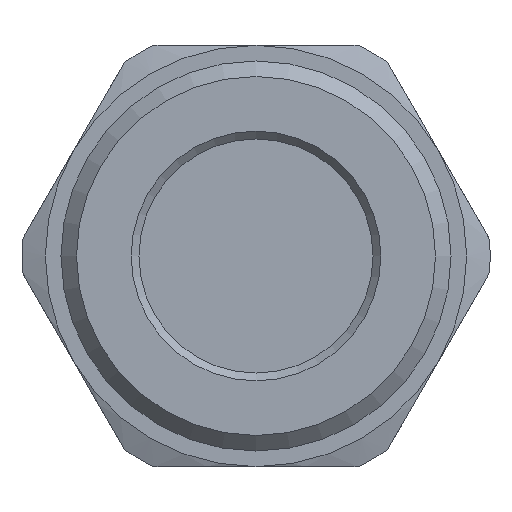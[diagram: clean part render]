
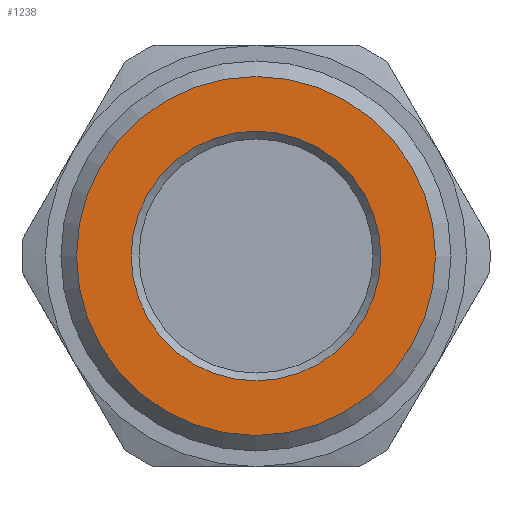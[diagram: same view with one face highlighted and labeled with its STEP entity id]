
A CAD part, front view. The second image highlights one B-rep face of the part: STEP entity #1238.
In plain terms, the highlighted planar face has unit normal (0, -1, 0).
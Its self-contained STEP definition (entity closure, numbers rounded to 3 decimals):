
#220=FACE_BOUND('',#403,.T.);
#326=FACE_OUTER_BOUND('',#402,.T.);
#402=EDGE_LOOP('',(#940));
#403=EDGE_LOOP('',(#941));
#485=CIRCLE('',#1362,11.5);
#486=CIRCLE('',#1364,8.);
#578=VERTEX_POINT('',#1991);
#579=VERTEX_POINT('',#1995);
#714=EDGE_CURVE('',#578,#578,#485,.T.);
#715=EDGE_CURVE('',#579,#579,#486,.T.);
#940=ORIENTED_EDGE('',*,*,#714,.F.);
#941=ORIENTED_EDGE('',*,*,#715,.F.);
#1193=PLANE('',#1363);
#1238=ADVANCED_FACE('',(#326,#220),#1193,.T.);
#1362=AXIS2_PLACEMENT_3D('',#1993,#1599,#1600);
#1363=AXIS2_PLACEMENT_3D('',#1994,#1601,#1602);
#1364=AXIS2_PLACEMENT_3D('',#1996,#1603,#1604);
#1599=DIRECTION('center_axis',(0.,1.,0.));
#1600=DIRECTION('ref_axis',(1.,0.,0.));
#1601=DIRECTION('center_axis',(0.,-1.,0.));
#1602=DIRECTION('ref_axis',(0.,0.,-1.));
#1603=DIRECTION('center_axis',(0.,-1.,0.));
#1604=DIRECTION('ref_axis',(1.,0.,0.));
#1991=CARTESIAN_POINT('',(-13.387,-11.767,0.));
#1993=CARTESIAN_POINT('Origin',(-1.887,-11.767,0.));
#1994=CARTESIAN_POINT('Origin',(-11.887,-11.767,0.));
#1995=CARTESIAN_POINT('',(-9.887,-11.767,0.));
#1996=CARTESIAN_POINT('Origin',(-1.887,-11.767,0.));
